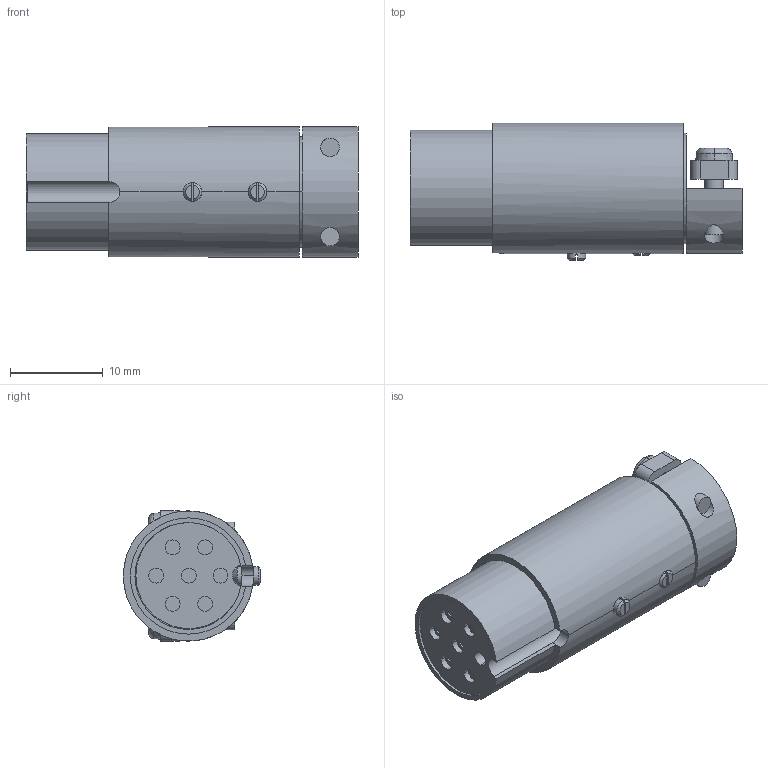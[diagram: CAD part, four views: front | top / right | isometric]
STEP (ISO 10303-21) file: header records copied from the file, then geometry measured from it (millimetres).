
FILE_DESCRIPTION (( 'STEP AP214' ), '1' );
FILE_NAME ('220-CON6-SR.STEP', '2023-03-27T07:17:27', ( '' ), ( '' ), 'SwSTEP 2.0', 'SolidWorks 2017', '' );
FILE_SCHEMA (( 'AUTOMOTIVE_DESIGN' ));
Length unit declared in the file: millimetre
Products named in the file (1): 220-CON6-SR
Bounding box: 35.7 x 14.76 x 14 mm (x, y, z)
Volume: 3697.6 mm3; surface area: 7871.7 mm2
Topology: 16 solids, 16 shells, 427 faces, 1101 edges, 688 vertices
Faces by surface type: cylinder 198, plane 128, cone 65, bspline 36
Entity records: 20038 total; most frequent: CARTESIAN_POINT 4703, DIRECTION 2239, ORIENTED_EDGE 2178, EDGE_CURVE 1089, AXIS2_PLACEMENT_3D 901, VERTEX_POINT 688, CIRCLE 509, EDGE_LOOP 499
